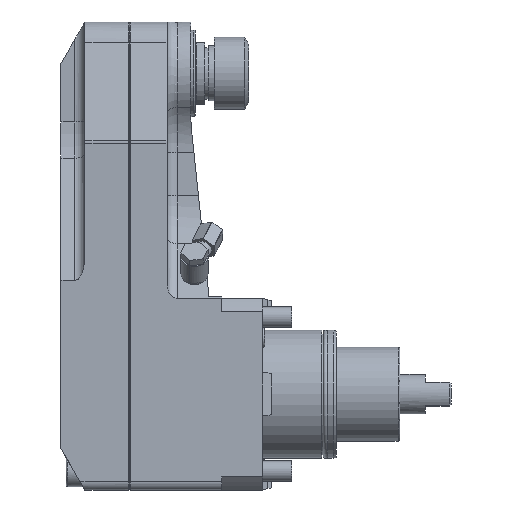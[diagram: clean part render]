
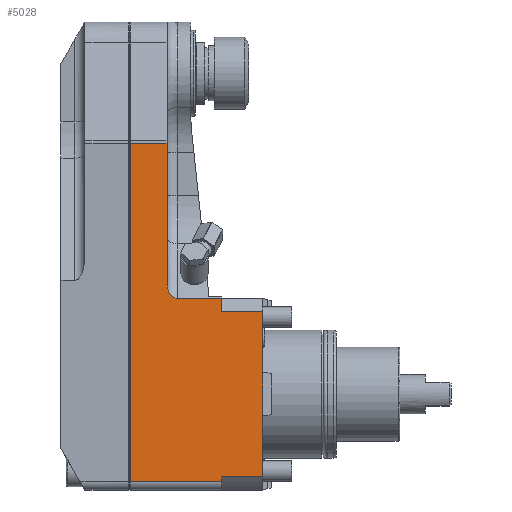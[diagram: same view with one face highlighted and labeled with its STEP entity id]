
A CAD part, front view. The second image highlights one B-rep face of the part: STEP entity #5028.
In plain terms, the highlighted planar face has unit normal (0, -1, 0).
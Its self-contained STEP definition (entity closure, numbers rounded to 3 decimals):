
#5=DIRECTION('',(0.,0.,-1.));
#6=VECTOR('',#5,35.874);
#7=CARTESIAN_POINT('',(0.,-56.,48.374));
#8=LINE('',#7,#6);
#89=DIRECTION('',(0.,0.,-1.));
#90=VECTOR('',#89,35.874);
#91=CARTESIAN_POINT('',(0.,-56.,-12.5));
#92=LINE('',#91,#90);
#197=DIRECTION('',(-1.,0.,0.));
#198=VECTOR('',#197,53.5);
#199=CARTESIAN_POINT('',(-24.,-56.,-51.));
#200=LINE('',#199,#198);
#201=DIRECTION('',(-1.,0.,0.));
#202=VECTOR('',#201,21.5);
#203=CARTESIAN_POINT('',(-56.,-56.,146.683));
#204=LINE('',#203,#202);
#205=DIRECTION('',(0.,0.,-1.));
#206=VECTOR('',#205,82.198);
#207=CARTESIAN_POINT('',(-56.,-56.,146.683));
#208=LINE('',#207,#206);
#209=DIRECTION('',(-1.,0.,0.));
#210=VECTOR('',#209,26.);
#211=CARTESIAN_POINT('',(-24.,-56.,56.));
#212=LINE('',#211,#210);
#213=DIRECTION('',(1.,0.,0.));
#214=VECTOR('',#213,24.);
#215=CARTESIAN_POINT('',(-24.,-56.,48.374));
#216=LINE('',#215,#214);
#217=DIRECTION('',(0.,0.,1.));
#218=VECTOR('',#217,25.);
#219=CARTESIAN_POINT('',(0.,-56.,-12.5));
#220=LINE('',#219,#218);
#226=DIRECTION('',(1.,0.,0.));
#227=VECTOR('',#226,24.);
#228=CARTESIAN_POINT('',(-24.,-56.,-48.374));
#229=LINE('',#228,#227);
#239=DIRECTION('',(0.,0.,-1.));
#240=VECTOR('',#239,2.626);
#241=CARTESIAN_POINT('',(-24.,-56.,-48.374));
#242=LINE('',#241,#240);
#314=DIRECTION('',(0.,0.,-1.));
#315=VECTOR('',#314,7.626);
#316=CARTESIAN_POINT('',(-24.,-56.,56.));
#317=LINE('',#316,#315);
#434=CARTESIAN_POINT('',(-50.,-56.,56.));
#435=CARTESIAN_POINT('',(-50.302,-56.,56.));
#436=CARTESIAN_POINT('',(-50.844,-56.,56.062));
#437=CARTESIAN_POINT('',(-51.777,-56.,56.336));
#438=CARTESIAN_POINT('',(-52.743,-56.,56.879));
#439=CARTESIAN_POINT('',(-53.693,-56.,57.739));
#440=CARTESIAN_POINT('',(-54.475,-56.,58.768));
#441=CARTESIAN_POINT('',(-55.106,-56.,59.948));
#442=CARTESIAN_POINT('',(-55.588,-56.,61.276));
#443=CARTESIAN_POINT('',(-55.911,-56.,62.763));
#444=CARTESIAN_POINT('',(-56.,-56.,63.882));
#445=CARTESIAN_POINT('',(-56.,-56.,64.485));
#534=DIRECTION('',(0.,0.,-1.));
#535=VECTOR('',#534,197.683);
#536=CARTESIAN_POINT('',(-77.5,-56.,146.683));
#537=LINE('',#536,#535);
#3954=CARTESIAN_POINT('',(0.,-56.,48.374));
#3956=VERTEX_POINT('',#3954);
#3957=CARTESIAN_POINT('',(0.,-56.,-48.374));
#3959=VERTEX_POINT('',#3957);
#4085=CARTESIAN_POINT('',(0.,-56.,-12.5));
#4086=CARTESIAN_POINT('',(0.,-56.,12.5));
#4087=VERTEX_POINT('',#4085);
#4088=VERTEX_POINT('',#4086);
#4097=CARTESIAN_POINT('',(-77.5,-56.,146.683));
#4098=CARTESIAN_POINT('',(-77.5,-56.,-51.));
#4099=VERTEX_POINT('',#4097);
#4100=VERTEX_POINT('',#4098);
#4117=CARTESIAN_POINT('',(-24.,-56.,-51.));
#4118=VERTEX_POINT('',#4117);
#4127=CARTESIAN_POINT('',(-56.,-56.,146.683));
#4128=VERTEX_POINT('',#4127);
#4155=CARTESIAN_POINT('',(-56.,-56.,64.485));
#4157=VERTEX_POINT('',#4155);
#4159=CARTESIAN_POINT('',(-50.,-56.,56.));
#4161=VERTEX_POINT('',#4159);
#4178=CARTESIAN_POINT('',(-24.,-56.,56.));
#4179=VERTEX_POINT('',#4178);
#4228=CARTESIAN_POINT('',(-24.,-56.,48.374));
#4229=VERTEX_POINT('',#4228);
#4230=CARTESIAN_POINT('',(-24.,-56.,-48.374));
#4232=VERTEX_POINT('',#4230);
#4998=CARTESIAN_POINT('',(-32.,-56.,48.374));
#4999=DIRECTION('',(0.,-1.,0.));
#5000=DIRECTION('',(0.,0.,-1.));
#5001=AXIS2_PLACEMENT_3D('',#4998,#4999,#5000);
#5002=PLANE('',#5001);
#5004=ORIENTED_EDGE('',*,*,#5003,.F.);
#5006=ORIENTED_EDGE('',*,*,#5005,.T.);
#5008=ORIENTED_EDGE('',*,*,#5007,.T.);
#5010=ORIENTED_EDGE('',*,*,#5009,.F.);
#5012=ORIENTED_EDGE('',*,*,#5011,.F.);
#5014=ORIENTED_EDGE('',*,*,#5013,.T.);
#5016=ORIENTED_EDGE('',*,*,#5015,.F.);
#5018=ORIENTED_EDGE('',*,*,#5017,.F.);
#5020=ORIENTED_EDGE('',*,*,#5019,.T.);
#5022=ORIENTED_EDGE('',*,*,#5021,.T.);
#5023=ORIENTED_EDGE('',*,*,#4842,.T.);
#5024=ORIENTED_EDGE('',*,*,#4985,.F.);
#5025=ORIENTED_EDGE('',*,*,#4882,.T.);
#5026=EDGE_LOOP('',(#5004,#5006,#5008,#5010,#5012,#5014,#5016,#5018,#5020,#5022,
#5023,#5024,#5025));
#5027=FACE_OUTER_BOUND('',#5026,.F.);
#5028=ADVANCED_FACE('',(#5027),#5002,.T.);
#446=B_SPLINE_CURVE_WITH_KNOTS('',3,(#434,#435,#436,#437,#438,#439,#440,#441,
#442,#443,#444,#445),.UNSPECIFIED.,.F.,.F.,(4,1,1,1,1,1,1,1,1,4),(0.,0.063,
0.125,0.25,0.375,0.5,0.625,0.75,0.875,1.),.UNSPECIFIED.);
#4842=EDGE_CURVE('',#3956,#4088,#8,.T.);
#4882=EDGE_CURVE('',#4087,#3959,#92,.T.);
#4985=EDGE_CURVE('',#4087,#4088,#220,.T.);
#5003=EDGE_CURVE('',#4232,#3959,#229,.T.);
#5005=EDGE_CURVE('',#4232,#4118,#242,.T.);
#5007=EDGE_CURVE('',#4118,#4100,#200,.T.);
#5009=EDGE_CURVE('',#4099,#4100,#537,.T.);
#5011=EDGE_CURVE('',#4128,#4099,#204,.T.);
#5013=EDGE_CURVE('',#4128,#4157,#208,.T.);
#5015=EDGE_CURVE('',#4161,#4157,#446,.T.);
#5017=EDGE_CURVE('',#4179,#4161,#212,.T.);
#5019=EDGE_CURVE('',#4179,#4229,#317,.T.);
#5021=EDGE_CURVE('',#4229,#3956,#216,.T.);
